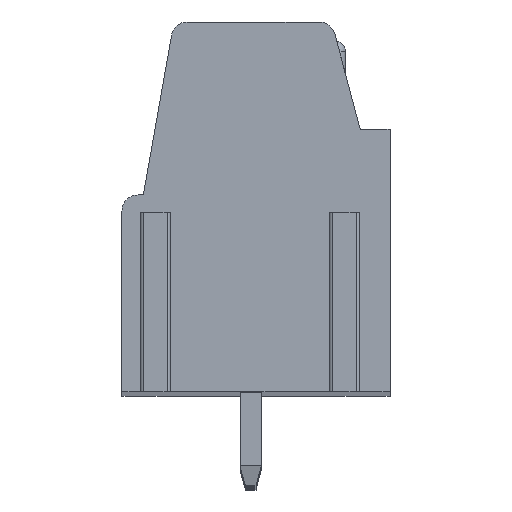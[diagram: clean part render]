
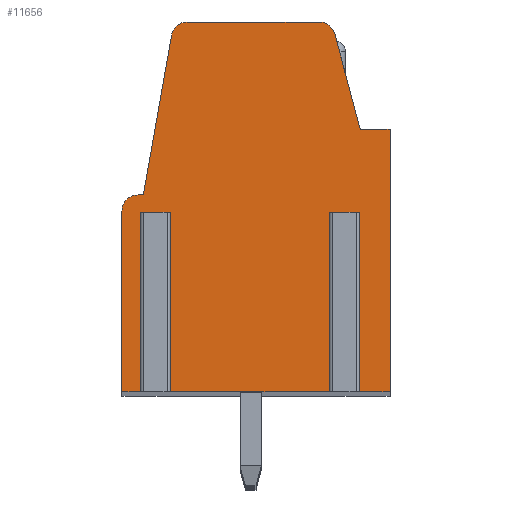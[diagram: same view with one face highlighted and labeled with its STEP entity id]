
A CAD part, top view. The second image highlights one B-rep face of the part: STEP entity #11656.
In plain terms, the highlighted planar face has unit normal (0, 0, 1).
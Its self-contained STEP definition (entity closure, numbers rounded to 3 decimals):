
#13=DIRECTION('',(-1.,0.,0.));
#14=VECTOR('',#13,0.62);
#15=CARTESIAN_POINT('',(3.61,-0.65,88.9));
#16=LINE('',#15,#14);
#17=DIRECTION('',(0.,1.,0.));
#18=VECTOR('',#17,6.7);
#19=CARTESIAN_POINT('',(2.99,-7.35,88.9));
#20=LINE('',#19,#18);
#21=DIRECTION('',(1.,0.,0.));
#22=VECTOR('',#21,6.43);
#23=CARTESIAN_POINT('',(-3.44,-7.35,88.9));
#24=LINE('',#23,#22);
#25=DIRECTION('',(0.,1.,0.));
#26=VECTOR('',#25,6.7);
#27=CARTESIAN_POINT('',(-3.44,-7.35,88.9));
#28=LINE('',#27,#26);
#29=DIRECTION('',(-1.,0.,0.));
#30=VECTOR('',#29,0.62);
#31=CARTESIAN_POINT('',(-3.44,-0.65,88.9));
#32=LINE('',#31,#30);
#33=DIRECTION('',(0.,1.,0.));
#34=VECTOR('',#33,6.7);
#35=CARTESIAN_POINT('',(-4.06,-7.35,88.9));
#36=LINE('',#35,#34);
#37=DIRECTION('',(1.,0.,0.));
#38=VECTOR('',#37,0.94);
#39=CARTESIAN_POINT('',(-5.,-7.35,88.9));
#40=LINE('',#39,#38);
#41=DIRECTION('',(0.,-1.,0.));
#42=VECTOR('',#41,6.75);
#43=CARTESIAN_POINT('',(-5.,-0.6,88.9));
#44=LINE('',#43,#42);
#45=CARTESIAN_POINT('',(-4.4,-0.6,88.9));
#46=DIRECTION('',(0.,0.,1.));
#47=DIRECTION('',(0.,1.,0.));
#48=AXIS2_PLACEMENT_3D('',#45,#46,#47);
#50=DIRECTION('',(-1.,0.,0.));
#51=VECTOR('',#50,0.2);
#52=CARTESIAN_POINT('',(-4.2,0.,88.9));
#53=LINE('',#52,#51);
#54=DIRECTION('',(-0.174,-0.985,0.));
#55=VECTOR('',#54,6.046);
#56=CARTESIAN_POINT('',(-3.15,5.954,88.9));
#57=LINE('',#56,#55);
#58=CARTESIAN_POINT('',(-2.559,5.85,88.9));
#59=DIRECTION('',(0.,0.,1.));
#60=DIRECTION('',(0.,1.,0.));
#61=AXIS2_PLACEMENT_3D('',#58,#59,#60);
#63=DIRECTION('',(-1.,0.,0.));
#64=VECTOR('',#63,4.917);
#65=CARTESIAN_POINT('',(2.358,6.45,88.9));
#66=LINE('',#65,#64);
#67=CARTESIAN_POINT('',(2.358,5.85,88.9));
#68=DIRECTION('',(0.,0.,1.));
#69=DIRECTION('',(0.966,0.259,0.));
#70=AXIS2_PLACEMENT_3D('',#67,#68,#69);
#72=DIRECTION('',(-0.259,0.966,0.));
#73=VECTOR('',#72,3.681);
#74=CARTESIAN_POINT('',(3.89,2.45,88.9));
#75=LINE('',#74,#73);
#76=DIRECTION('',(-1.,0.,0.));
#77=VECTOR('',#76,1.11);
#78=CARTESIAN_POINT('',(5.,2.45,88.9));
#79=LINE('',#78,#77);
#80=DIRECTION('',(0.,1.,0.));
#81=VECTOR('',#80,9.8);
#82=CARTESIAN_POINT('',(5.,-7.35,88.9));
#83=LINE('',#82,#81);
#84=DIRECTION('',(1.,0.,0.));
#85=VECTOR('',#84,1.39);
#86=CARTESIAN_POINT('',(3.61,-7.35,88.9));
#87=LINE('',#86,#85);
#88=DIRECTION('',(0.,1.,0.));
#89=VECTOR('',#88,6.7);
#90=CARTESIAN_POINT('',(3.61,-7.35,88.9));
#91=LINE('',#90,#89);
#9205=CARTESIAN_POINT('',(-5.,-0.6,88.9));
#9206=CARTESIAN_POINT('',(-5.,-7.35,88.9));
#9207=VERTEX_POINT('',#9205);
#9208=VERTEX_POINT('',#9206);
#9209=CARTESIAN_POINT('',(5.,-7.35,88.9));
#9210=CARTESIAN_POINT('',(5.,2.45,88.9));
#9211=VERTEX_POINT('',#9209);
#9212=VERTEX_POINT('',#9210);
#9213=CARTESIAN_POINT('',(3.89,2.45,88.9));
#9214=VERTEX_POINT('',#9213);
#9215=CARTESIAN_POINT('',(2.937,6.005,88.9));
#9216=VERTEX_POINT('',#9215);
#9217=CARTESIAN_POINT('',(2.358,6.45,88.9));
#9218=VERTEX_POINT('',#9217);
#9219=CARTESIAN_POINT('',(-2.559,6.45,88.9));
#9220=VERTEX_POINT('',#9219);
#9221=CARTESIAN_POINT('',(-3.15,5.954,88.9));
#9222=VERTEX_POINT('',#9221);
#9223=CARTESIAN_POINT('',(-4.2,0.,88.9));
#9224=VERTEX_POINT('',#9223);
#9225=CARTESIAN_POINT('',(-4.4,0.,88.9));
#9226=VERTEX_POINT('',#9225);
#9345=CARTESIAN_POINT('',(3.61,-0.65,88.9));
#9346=CARTESIAN_POINT('',(2.99,-0.65,88.9));
#9347=VERTEX_POINT('',#9345);
#9348=VERTEX_POINT('',#9346);
#9349=CARTESIAN_POINT('',(-3.44,-0.65,88.9));
#9350=CARTESIAN_POINT('',(-4.06,-0.65,88.9));
#9351=VERTEX_POINT('',#9349);
#9352=VERTEX_POINT('',#9350);
#9353=CARTESIAN_POINT('',(-4.06,-7.35,88.9));
#9354=VERTEX_POINT('',#9353);
#9355=CARTESIAN_POINT('',(-3.44,-7.35,88.9));
#9356=VERTEX_POINT('',#9355);
#9357=CARTESIAN_POINT('',(3.61,-7.35,88.9));
#9358=VERTEX_POINT('',#9357);
#9359=CARTESIAN_POINT('',(2.99,-7.35,88.9));
#9360=VERTEX_POINT('',#9359);
#11611=CARTESIAN_POINT('',(0.,0.,88.9));
#11612=DIRECTION('',(0.,0.,1.));
#11613=DIRECTION('',(1.,0.,0.));
#11614=AXIS2_PLACEMENT_3D('',#11611,#11612,#11613);
#11615=PLANE('',#11614);
#11617=ORIENTED_EDGE('',*,*,#11616,.T.);
#11619=ORIENTED_EDGE('',*,*,#11618,.F.);
#11621=ORIENTED_EDGE('',*,*,#11620,.F.);
#11623=ORIENTED_EDGE('',*,*,#11622,.T.);
#11625=ORIENTED_EDGE('',*,*,#11624,.T.);
#11627=ORIENTED_EDGE('',*,*,#11626,.F.);
#11629=ORIENTED_EDGE('',*,*,#11628,.F.);
#11631=ORIENTED_EDGE('',*,*,#11630,.F.);
#11633=ORIENTED_EDGE('',*,*,#11632,.F.);
#11635=ORIENTED_EDGE('',*,*,#11634,.F.);
#11637=ORIENTED_EDGE('',*,*,#11636,.F.);
#11639=ORIENTED_EDGE('',*,*,#11638,.F.);
#11641=ORIENTED_EDGE('',*,*,#11640,.F.);
#11643=ORIENTED_EDGE('',*,*,#11642,.F.);
#11645=ORIENTED_EDGE('',*,*,#11644,.F.);
#11647=ORIENTED_EDGE('',*,*,#11646,.F.);
#11649=ORIENTED_EDGE('',*,*,#11648,.F.);
#11651=ORIENTED_EDGE('',*,*,#11650,.F.);
#11653=ORIENTED_EDGE('',*,*,#11652,.T.);
#11654=EDGE_LOOP('',(#11617,#11619,#11621,#11623,#11625,#11627,#11629,#11631,
#11633,#11635,#11637,#11639,#11641,#11643,#11645,#11647,#11649,#11651,#11653));
#11655=FACE_OUTER_BOUND('',#11654,.F.);
#49=CIRCLE('',#48,0.6);
#62=CIRCLE('',#61,0.6);
#71=CIRCLE('',#70,0.6);
#11616=EDGE_CURVE('',#9347,#9348,#16,.T.);
#11618=EDGE_CURVE('',#9360,#9348,#20,.T.);
#11620=EDGE_CURVE('',#9356,#9360,#24,.T.);
#11622=EDGE_CURVE('',#9356,#9351,#28,.T.);
#11624=EDGE_CURVE('',#9351,#9352,#32,.T.);
#11626=EDGE_CURVE('',#9354,#9352,#36,.T.);
#11628=EDGE_CURVE('',#9208,#9354,#40,.T.);
#11630=EDGE_CURVE('',#9207,#9208,#44,.T.);
#11632=EDGE_CURVE('',#9226,#9207,#49,.T.);
#11634=EDGE_CURVE('',#9224,#9226,#53,.T.);
#11636=EDGE_CURVE('',#9222,#9224,#57,.T.);
#11638=EDGE_CURVE('',#9220,#9222,#62,.T.);
#11640=EDGE_CURVE('',#9218,#9220,#66,.T.);
#11642=EDGE_CURVE('',#9216,#9218,#71,.T.);
#11644=EDGE_CURVE('',#9214,#9216,#75,.T.);
#11646=EDGE_CURVE('',#9212,#9214,#79,.T.);
#11648=EDGE_CURVE('',#9211,#9212,#83,.T.);
#11650=EDGE_CURVE('',#9358,#9211,#87,.T.);
#11652=EDGE_CURVE('',#9358,#9347,#91,.T.);
#11656=ADVANCED_FACE('',(#11655),#11615,.T.);
